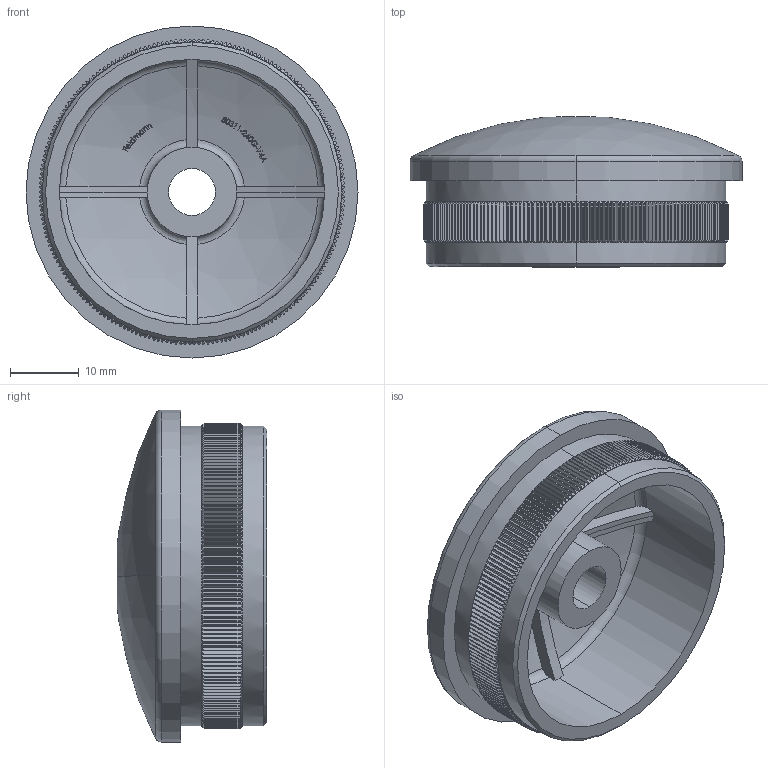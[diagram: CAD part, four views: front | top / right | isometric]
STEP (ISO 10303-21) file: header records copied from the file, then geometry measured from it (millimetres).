
FILE_DESCRIPTION (( 'STEP AP203' ), '1' );
FILE_NAME ('50291-240G-V4A.step', '2018-10-25T11:48:40', ( '' ), ( '' ), 'SwSTEP 2.0', 'SolidWorks 2015', '' );
FILE_SCHEMA (( 'CONFIG_CONTROL_DESIGN' ));
Length unit declared in the file: millimetre
Products named in the file (1): 50291-240G-V4A
Bounding box: 48.3 x 21.78 x 48.3 mm (x, y, z)
Volume: 12161 mm3; surface area: 9355.9 mm2
Topology: 1 solids, 1 shells, 1789 faces, 4418 edges, 2662 vertices
Faces by surface type: plane 988, cone 424, cylinder 222, bspline 103, sphere 42, torus 10
Entity records: 57496 total; most frequent: CARTESIAN_POINT 16472, ORIENTED_EDGE 8836, DIRECTION 8344, EDGE_CURVE 4418, AXIS2_PLACEMENT_3D 3301, VERTEX_POINT 2662, EDGE_LOOP 1822, ADVANCED_FACE 1789
